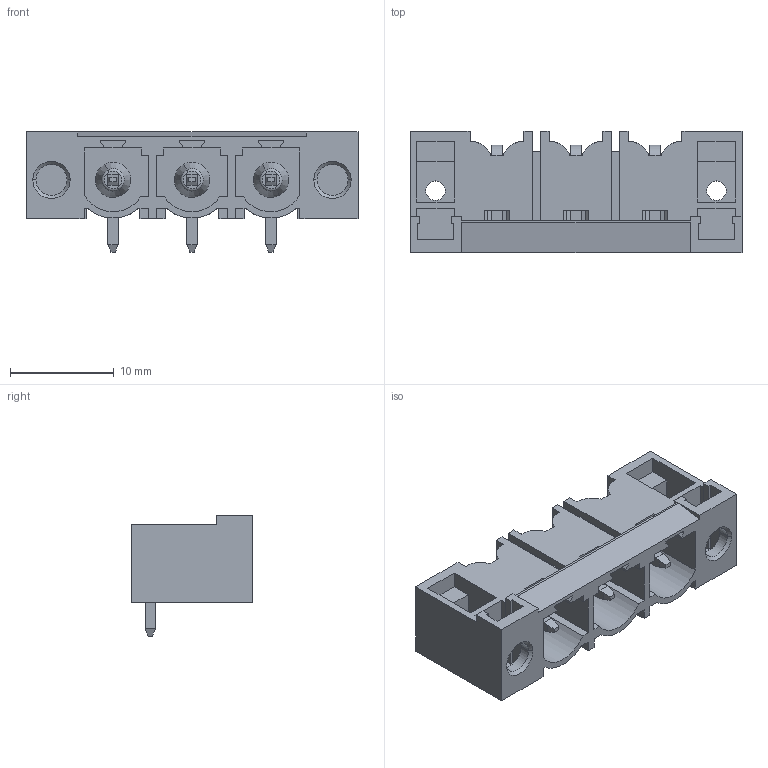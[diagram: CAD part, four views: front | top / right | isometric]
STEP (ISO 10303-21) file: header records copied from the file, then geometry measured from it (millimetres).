
FILE_DESCRIPTION(('CATIA V5 STEP Exchange','CAx-IF Rec.Pracs.--- Model Styling and Organization---1.2---2011-12-15'),'2;1');
FILE_NAME ('D1447043_0_1026860000_1026860000.stp','2018-11-14T13:52:18+00:00',('none'),('Weidmueller'),'CATIA Version 5-6 Release 2014','CATIA V5 STEP AP214','none');
FILE_SCHEMA(('AUTOMOTIVE_DESIGN { 1 0 10303 214 1 1 1 1 }'));
Length unit declared in the file: millimetre
Products named in the file (1): 1026860000
Bounding box: 32.04 x 11.75 x 11.6 mm (x, y, z)
Volume: 1368.9 mm3; surface area: 2918 mm2
Topology: 4 solids, 4 shells, 275 faces, 767 edges, 502 vertices
Faces by surface type: plane 219, cylinder 36, cone 14, torus 6
Entity records: 8019 total; most frequent: ORIENTED_EDGE 1534, CARTESIAN_POINT 1459, DIRECTION 1037, EDGE_CURVE 761, VECTOR 633, LINE 633, VERTEX_POINT 490, EDGE_LOOP 301
